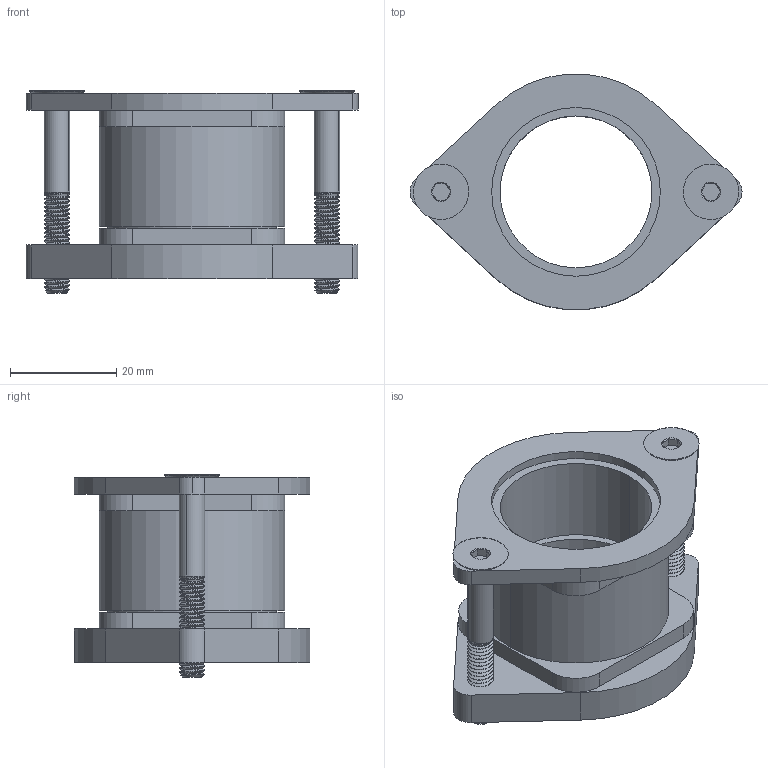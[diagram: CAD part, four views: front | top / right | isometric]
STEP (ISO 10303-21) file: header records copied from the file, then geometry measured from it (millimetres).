
FILE_DESCRIPTION (( 'STEP AP214' ), '1' );
FILE_NAME ('WCP-0596 Rev1 - Sliding Bearing Block.STEP', '2022-12-21T01:26:40', ( '' ), ( '' ), 'SwSTEP 2.0', 'SolidWorks 2020', '' );
FILE_SCHEMA (( 'AUTOMOTIVE_DESIGN' ));
Length unit declared in the file: inch
Products named in the file (4): WCP-0596-002 Rev2; #10-32 x 1.5L FHCS; WCP-0596-001 Rev1; WCP-0596 Rev1 - Sliding Bearing Block
Assembly tree (4 placements, depth 2):
  WCP-0596 Rev1 - Sliding Bearing Block
    WCP-0596-001 Rev1
    WCP-0596-002 Rev2
    #10-32 x 1.5L FHCS  x2
Bounding box: 62.48 x 44.3 x 38.1 mm (x, y, z)
Volume: 20850.6 mm3; surface area: 15357.4 mm2
Topology: 4 solids, 4 shells, 238 faces, 614 edges, 392 vertices
Faces by surface type: cylinder 142, plane 48, cone 38, bspline 10
Entity records: 8806 total; most frequent: CARTESIAN_POINT 5032, ORIENTED_EDGE 796, DIRECTION 707, EDGE_CURVE 398, AXIS2_PLACEMENT_3D 269, VERTEX_POINT 255, EDGE_LOOP 175, LINE 169
